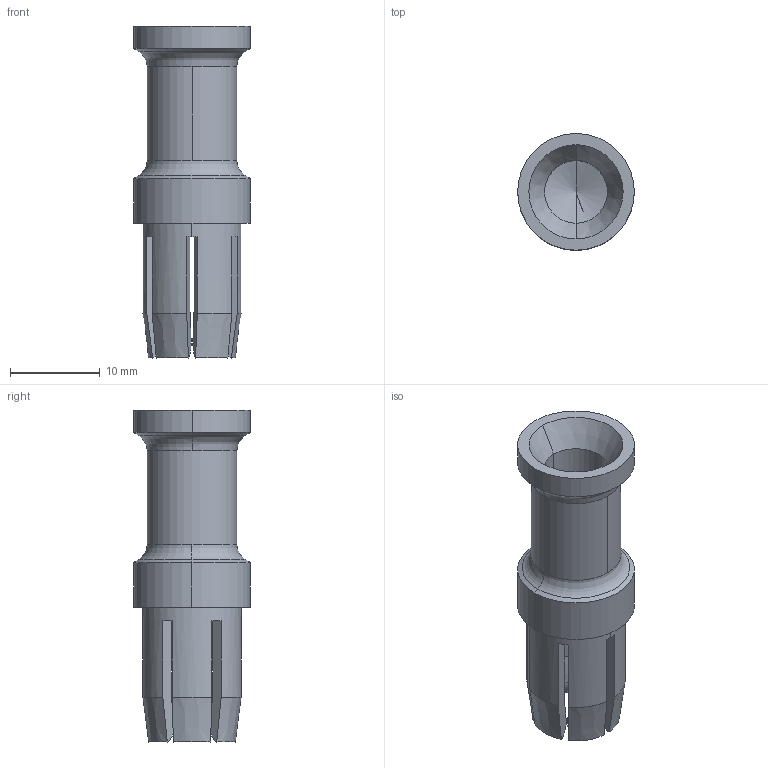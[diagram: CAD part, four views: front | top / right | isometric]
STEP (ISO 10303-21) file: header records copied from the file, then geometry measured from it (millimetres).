
FILE_DESCRIPTION(('Creo Elements/Direct Modeling STEP Export'),'2;1');
FILE_NAME('CGFA 25.stp','2011-11-04T12:14:53',(''),(''),'Creo Elements/Direct Modeling STEP processor for AP214 (Solid Model)','Creo Elements/Direct Modeling 17.0C 05-Feb-2011 (C) Parametric Technology GmbH','');
FILE_SCHEMA(('AUTOMOTIVE_DESIGN { 1 0 10303 214 1 1 1 1 }'));
Length unit declared in the file: millimetre
Products named in the file (2): CGFA_25
Assembly tree (1 placements, depth 2):
  CGFA_25
    CGFA_25
Bounding box: 13 x 13 x 37 mm (x, y, z)
Volume: 1939.3 mm3; surface area: 2380 mm2
Topology: 1 solids, 1 shells, 76 faces, 210 edges, 134 vertices
Faces by surface type: cone 28, plane 26, cylinder 12, torus 10
Entity records: 3084 total; most frequent: CARTESIAN_POINT 1387, ORIENTED_EDGE 412, DIRECTION 252, EDGE_CURVE 206, VERTEX_POINT 134, AXIS2_PLACEMENT_3D 91, EDGE_LOOP 78, FACE_OUTER_BOUND 76
